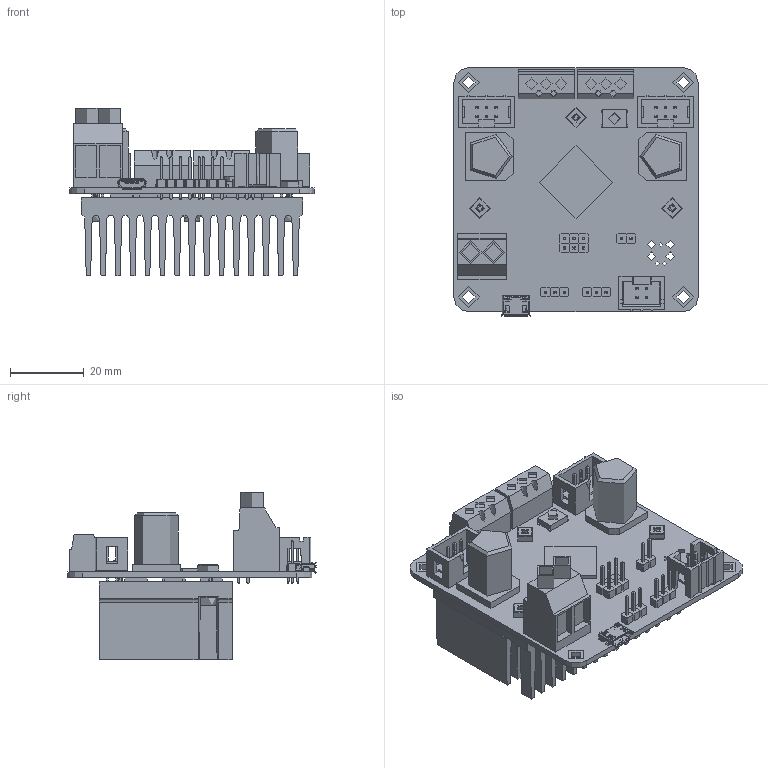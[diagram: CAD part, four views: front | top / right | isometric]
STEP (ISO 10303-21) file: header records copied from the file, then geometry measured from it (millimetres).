
FILE_DESCRIPTION(/* description */ (''),/* implementation_level */ '2;1');
FILE_NAME(/* name */ 'NearZero-NZ2.stp',/* time_stamp */ '2021-05-26T12:33:22-04:00',/* author */ ('Justine Haupt'),/* organization */ (''),/* preprocessor_version */ 'ST-DEVELOPER v15.6',/* originating_system */ 'Autodesk Inventor 2015',/* authorisation */ '');
FILE_SCHEMA (('AUTOMOTIVE_DESIGN { 1 0 10303 214 3 1 1 }'));
Products named in the file (15): PCB; 3M15451-ND; PinHeader_p1in; 3PinHeader_p1in; USBMicroB_Amphenol_10118194-0001LF; 6mmTactileSwitch_Panasonic_EVQ-Q2Y03W; M2p5x2_SMTNut_PEM_SMTSO-M25-2ET; 2PinHeader_p1in; 2x3PinHeader_p1in; 71965_Y04; 71953-Y01; 4pShroudedHeader_Amph_75869-130LF; NZ2Heatsink_NZ2HS; M2p5x8SocketHeadScrew_91292A012; NearZero-NZ2
Bounding box: 66 x 67.23 x 45.19 mm (x, y, z)
Volume: 41214.8 mm3; surface area: 40678.9 mm2
Topology: 31 solids, 32 shells, 2040 faces, 5201 edges, 3315 vertices
Faces by surface type: plane 1580, cylinder 378, cone 44, bspline 27, torus 6, sphere 5
Full cylindrical faces by diameter (mm): 1 x3, 1.8 x4, 2.013 x3, 2.4 x4, 2.9 x3, 3 x7, 3.2 x6, 3.3 x1, 3.4 x4, 4.09 x3, 4.2 x3, 4.5 x3, 5 x2, 5.56 x3, 5.6 x8, 6.2 x2, 12.5 x2
Entity records: 49078 total; most frequent: CARTESIAN_POINT 12837, ORIENTED_EDGE 7437, DIRECTION 7238, EDGE_CURVE 3712, LINE 2866, VECTOR 2866, VERTEX_POINT 2426, AXIS2_PLACEMENT_3D 2186
